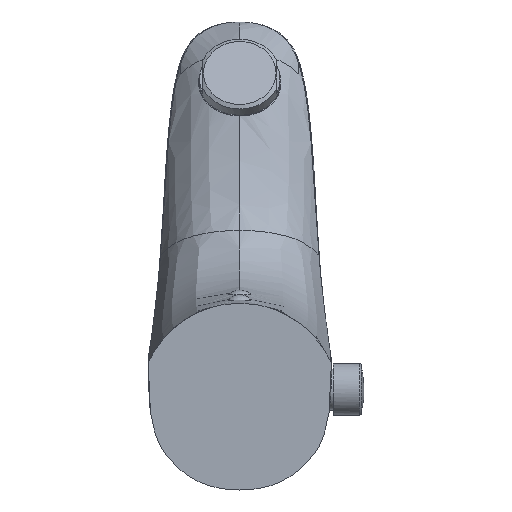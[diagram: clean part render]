
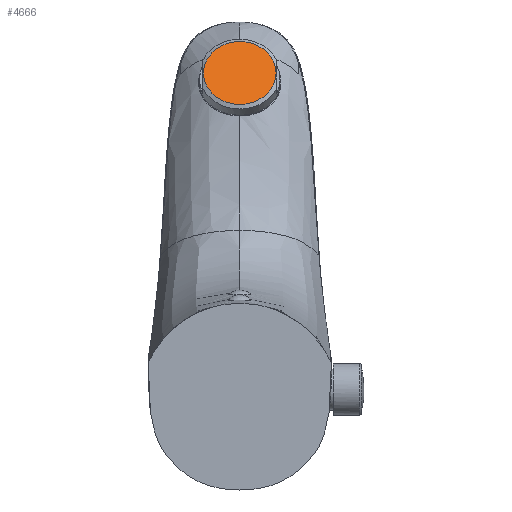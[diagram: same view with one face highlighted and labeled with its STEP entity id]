
A CAD part, front view. The second image highlights one B-rep face of the part: STEP entity #4666.
In plain terms, the highlighted planar face has unit normal (0, -0.866, 0.5).
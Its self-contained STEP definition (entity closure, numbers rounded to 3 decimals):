
#3489 = CARTESIAN_POINT ( 'NONE',  ( -10.8, 91.331, 95.674 ) ) ;
#3544 = CARTESIAN_POINT ( 'NONE',  ( 0., 85.931, 86.321 ) ) ;
#4067 = DIRECTION ( 'NONE',  ( 0., 0.866, -0.5 ) ) ;
#4169 = DIRECTION ( 'NONE',  ( 0., 0.5, 0.866 ) ) ;
#4337 = EDGE_LOOP ( 'NONE', ( #6575 ) ) ;
#4666 = ADVANCED_FACE ( 'NONE', ( #8543 ), #7452, .T. ) ;
#4989 = AXIS2_PLACEMENT_3D ( 'NONE', #3489, #8120, #4169 ) ;
#5492 = EDGE_CURVE ( 'NONE', #8180, #8180, #8484, .T. ) ;
#6575 = ORIENTED_EDGE ( 'NONE', *, *, #5492, .F. ) ;
#6746 = AXIS2_PLACEMENT_3D ( 'NONE', #8031, #4067, #8662 ) ;
#7452 = PLANE ( 'NONE',  #4989 ) ;
#8031 = CARTESIAN_POINT ( 'NONE',  ( 0., 91.331, 95.674 ) ) ;
#8120 = DIRECTION ( 'NONE',  ( 0., -0.866, 0.5 ) ) ;
#8180 = VERTEX_POINT ( 'NONE', #3544 ) ;
#8484 = CIRCLE ( 'NONE', #6746, 10.8 ) ;
#8543 = FACE_OUTER_BOUND ( 'NONE', #4337, .T. ) ;
#8662 = DIRECTION ( 'NONE',  ( 0., -0.5, -0.866 ) ) ;
